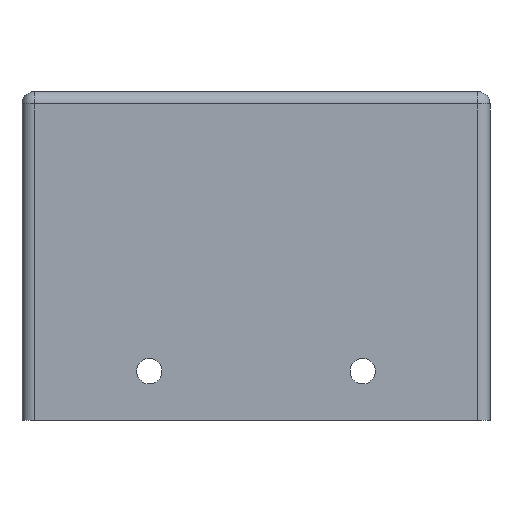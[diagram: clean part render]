
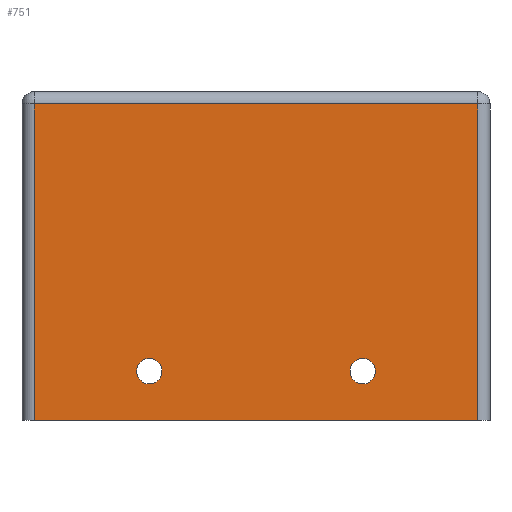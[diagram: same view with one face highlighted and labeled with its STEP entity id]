
A CAD part, left-side view. The second image highlights one B-rep face of the part: STEP entity #751.
In plain terms, the highlighted planar face has unit normal (-1, 0, 0).
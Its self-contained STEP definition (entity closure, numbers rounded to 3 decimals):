
#40=CIRCLE('',#817,1.55);
#41=CIRCLE('',#818,1.55);
#56=FACE_BOUND('',#119,.T.);
#57=FACE_BOUND('',#120,.T.);
#79=FACE_OUTER_BOUND('',#118,.T.);
#118=EDGE_LOOP('',(#557,#558,#559,#560,#561,#562));
#119=EDGE_LOOP('',(#563));
#120=EDGE_LOOP('',(#564));
#174=LINE('',#1134,#258);
#175=LINE('',#1138,#259);
#178=LINE('',#1144,#262);
#179=LINE('',#1148,#263);
#180=LINE('',#1149,#264);
#181=LINE('',#1150,#265);
#258=VECTOR('',#926,10.);
#259=VECTOR('',#929,10.);
#262=VECTOR('',#934,10.);
#263=VECTOR('',#937,10.);
#264=VECTOR('',#938,10.);
#265=VECTOR('',#939,10.);
#335=VERTEX_POINT('',#1104);
#342=VERTEX_POINT('',#1128);
#343=VERTEX_POINT('',#1136);
#344=VERTEX_POINT('',#1137);
#347=VERTEX_POINT('',#1146);
#348=VERTEX_POINT('',#1147);
#349=VERTEX_POINT('',#1151);
#350=VERTEX_POINT('',#1153);
#426=EDGE_CURVE('',#342,#335,#174,.T.);
#427=EDGE_CURVE('',#343,#344,#175,.T.);
#431=EDGE_CURVE('',#335,#343,#178,.T.);
#432=EDGE_CURVE('',#347,#348,#179,.T.);
#433=EDGE_CURVE('',#344,#347,#180,.T.);
#434=EDGE_CURVE('',#348,#342,#181,.T.);
#435=EDGE_CURVE('',#349,#349,#40,.T.);
#436=EDGE_CURVE('',#350,#350,#41,.T.);
#557=ORIENTED_EDGE('',*,*,#432,.F.);
#558=ORIENTED_EDGE('',*,*,#433,.F.);
#559=ORIENTED_EDGE('',*,*,#427,.F.);
#560=ORIENTED_EDGE('',*,*,#431,.F.);
#561=ORIENTED_EDGE('',*,*,#426,.F.);
#562=ORIENTED_EDGE('',*,*,#434,.F.);
#563=ORIENTED_EDGE('',*,*,#435,.T.);
#564=ORIENTED_EDGE('',*,*,#436,.T.);
#720=PLANE('',#816);
#751=ADVANCED_FACE('',(#79,#56,#57),#720,.T.);
#816=AXIS2_PLACEMENT_3D('',#1145,#935,#936);
#817=AXIS2_PLACEMENT_3D('',#1152,#940,#941);
#818=AXIS2_PLACEMENT_3D('',#1154,#942,#943);
#926=DIRECTION('',(0.,-1.,0.));
#929=DIRECTION('',(0.,0.,-1.));
#934=DIRECTION('',(0.,0.,-1.));
#935=DIRECTION('center_axis',(-1.,0.,0.));
#936=DIRECTION('ref_axis',(0.,-1.,0.));
#937=DIRECTION('',(0.,0.,1.));
#938=DIRECTION('',(0.,1.,0.));
#939=DIRECTION('',(0.,0.,1.));
#940=DIRECTION('center_axis',(1.,0.,0.));
#941=DIRECTION('ref_axis',(0.,1.,0.));
#942=DIRECTION('center_axis',(1.,0.,0.));
#943=DIRECTION('ref_axis',(0.,1.,0.));
#1104=CARTESIAN_POINT('',(-49.,-27.,42.062));
#1128=CARTESIAN_POINT('',(-49.,27.,42.062));
#1134=CARTESIAN_POINT('',(-49.,14.25,42.062));
#1136=CARTESIAN_POINT('',(-49.,-27.,40.562));
#1137=CARTESIAN_POINT('',(-49.,-27.,3.5));
#1138=CARTESIAN_POINT('',(-49.,-27.,40.562));
#1144=CARTESIAN_POINT('',(-49.,-27.,41.562));
#1145=CARTESIAN_POINT('Origin',(-49.,28.5,40.562));
#1146=CARTESIAN_POINT('',(-49.,27.,3.5));
#1147=CARTESIAN_POINT('',(-49.,27.,40.562));
#1148=CARTESIAN_POINT('',(-49.,27.,40.562));
#1149=CARTESIAN_POINT('',(-49.,-28.5,3.5));
#1150=CARTESIAN_POINT('',(-49.,27.,41.562));
#1151=CARTESIAN_POINT('',(-49.,11.45,9.5));
#1152=CARTESIAN_POINT('Origin',(-49.,13.,9.5));
#1153=CARTESIAN_POINT('',(-49.,-14.55,9.5));
#1154=CARTESIAN_POINT('Origin',(-49.,-13.,9.5));
